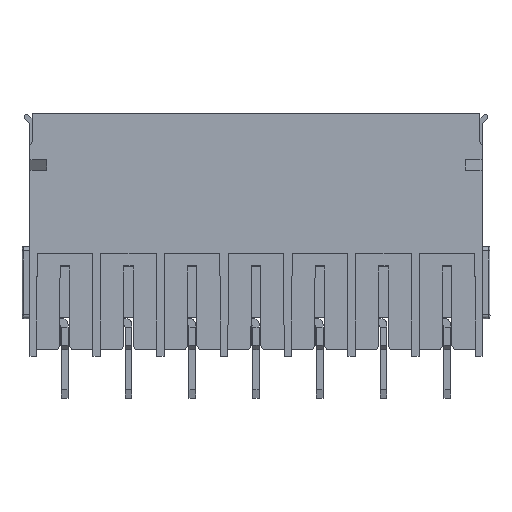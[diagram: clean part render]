
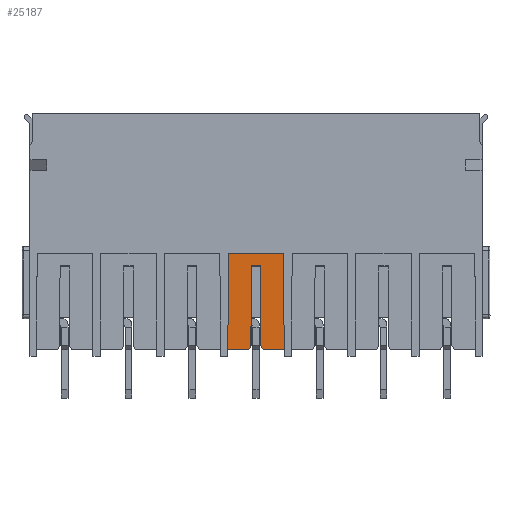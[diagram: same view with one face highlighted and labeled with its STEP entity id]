
A CAD part, top view. The second image highlights one B-rep face of the part: STEP entity #25187.
In plain terms, the highlighted free-form (B-spline) face has degree [1, 1] with [2, 2] control points.
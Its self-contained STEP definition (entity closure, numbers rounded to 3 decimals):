
#19503=CARTESIAN_POINT('',(19.497,0.8,-1.113));
#19504=VERTEX_POINT('',#19503);
#19510=CARTESIAN_POINT('',(19.557,12.3,-1.053));
#19511=VERTEX_POINT('',#19510);
#19512=CARTESIAN_POINT('',(19.497,0.8,-1.113));
#19513=CARTESIAN_POINT('',(19.557,12.3,-1.053));
#19514=B_SPLINE_CURVE_WITH_KNOTS('',1,(#19512,#19513),.POLYLINE_FORM.,.F.,.U.,(2,2),(0.,1.),.UNSPECIFIED.);
#19515=EDGE_CURVE('',#19504,#19511,#19514,.T.);
#19580=CARTESIAN_POINT('',(26.163,12.3,-1.053));
#19581=VERTEX_POINT('',#19580);
#19582=CARTESIAN_POINT('',(19.557,12.3,-1.053));
#19583=CARTESIAN_POINT('',(26.163,12.3,-1.053));
#19584=B_SPLINE_CURVE_WITH_KNOTS('',1,(#19582,#19583),.POLYLINE_FORM.,.F.,.U.,(2,2),(0.,1.),.UNSPECIFIED.);
#19585=EDGE_CURVE('',#19511,#19581,#19584,.T.);
#20493=CARTESIAN_POINT('',(22.01,0.8,-1.113));
#20494=VERTEX_POINT('',#20493);
#20507=CARTESIAN_POINT('',(22.249,1.199,-1.111));
#20508=VERTEX_POINT('',#20507);
#20514=CARTESIAN_POINT('',(22.01,0.8,-1.113));
#20515=CARTESIAN_POINT('',(22.249,1.199,-1.111));
#20516=B_SPLINE_CURVE_WITH_KNOTS('',1,(#20514,#20515),.POLYLINE_FORM.,.F.,.U.,(2,2),(0.,1.),.UNSPECIFIED.);
#20517=EDGE_CURVE('',#20494,#20508,#20516,.T.);
#21452=CARTESIAN_POINT('',(19.497,0.8,-1.113));
#21453=CARTESIAN_POINT('',(22.01,0.8,-1.113));
#21454=B_SPLINE_CURVE_WITH_KNOTS('',1,(#21452,#21453),.POLYLINE_FORM.,.F.,.U.,(2,2),(0.,1.),.UNSPECIFIED.);
#21455=EDGE_CURVE('',#19504,#20494,#21454,.T.);
#23404=CARTESIAN_POINT('',(22.3,10.8,-1.06));
#23405=VERTEX_POINT('',#23404);
#23411=CARTESIAN_POINT('',(22.249,1.199,-1.111));
#23412=CARTESIAN_POINT('',(22.3,10.8,-1.06));
#23413=B_SPLINE_CURVE_WITH_KNOTS('',1,(#23411,#23412),.POLYLINE_FORM.,.F.,.U.,(2,2),(0.,0.865),.UNSPECIFIED.);
#23414=EDGE_CURVE('',#20508,#23405,#23413,.T.);
#24261=CARTESIAN_POINT('',(26.223,0.8,-1.113));
#24262=VERTEX_POINT('',#24261);
#24263=CARTESIAN_POINT('',(26.163,12.3,-1.053));
#24264=CARTESIAN_POINT('',(26.223,0.8,-1.113));
#24265=B_SPLINE_CURVE_WITH_KNOTS('',1,(#24263,#24264),.POLYLINE_FORM.,.F.,.U.,(2,2),(0.,1.),.UNSPECIFIED.);
#24266=EDGE_CURVE('',#19581,#24262,#24265,.T.);
#25148=CARTESIAN_POINT('',(26.223,12.3,-1.053));
#25149=CARTESIAN_POINT('',(26.223,0.8,-1.113));
#25150=CARTESIAN_POINT('',(19.497,12.3,-1.053));
#25151=CARTESIAN_POINT('',(19.497,0.8,-1.113));
#25152=B_SPLINE_SURFACE_WITH_KNOTS('',1,1,((#25148,#25149),(#25150,#25151)),.PLANE_SURF.,.F.,.F.,.U.,(2,2),(2,2),(0.,1.),(0.,1.),.UNSPECIFIED.);
#25153=CARTESIAN_POINT('',(23.41,10.8,-1.06));
#25154=VERTEX_POINT('',#25153);
#25155=CARTESIAN_POINT('',(23.41,1.3,-1.11));
#25156=VERTEX_POINT('',#25155);
#25157=CARTESIAN_POINT('',(23.41,10.8,-1.06));
#25158=CARTESIAN_POINT('',(23.41,1.3,-1.11));
#25159=B_SPLINE_CURVE_WITH_KNOTS('',1,(#25157,#25158),.POLYLINE_FORM.,.F.,.U.,(2,2),(0.,1.),.UNSPECIFIED.);
#25160=EDGE_CURVE('',#25154,#25156,#25159,.T.);
#25161=ORIENTED_EDGE('',*,*,#25160,.T.);
#25162=CARTESIAN_POINT('',(23.71,0.8,-1.113));
#25163=VERTEX_POINT('',#25162);
#25164=CARTESIAN_POINT('',(23.41,1.3,-1.11));
#25165=CARTESIAN_POINT('',(23.71,0.8,-1.113));
#25166=B_SPLINE_CURVE_WITH_KNOTS('',1,(#25164,#25165),.POLYLINE_FORM.,.F.,.U.,(2,2),(0.,1.),.UNSPECIFIED.);
#25167=EDGE_CURVE('',#25156,#25163,#25166,.T.);
#25168=ORIENTED_EDGE('',*,*,#25167,.T.);
#25169=CARTESIAN_POINT('',(23.71,0.8,-1.113));
#25170=CARTESIAN_POINT('',(26.223,0.8,-1.113));
#25171=B_SPLINE_CURVE_WITH_KNOTS('',1,(#25169,#25170),.POLYLINE_FORM.,.F.,.U.,(2,2),(0.,1.),.UNSPECIFIED.);
#25172=EDGE_CURVE('',#25163,#24262,#25171,.T.);
#25173=ORIENTED_EDGE('',*,*,#25172,.T.);
#25174=ORIENTED_EDGE('',*,*,#24266,.F.);
#25175=ORIENTED_EDGE('',*,*,#19585,.F.);
#25176=ORIENTED_EDGE('',*,*,#19515,.F.);
#25177=ORIENTED_EDGE('',*,*,#21455,.T.);
#25178=ORIENTED_EDGE('',*,*,#20517,.T.);
#25179=ORIENTED_EDGE('',*,*,#23414,.T.);
#25180=CARTESIAN_POINT('',(22.3,10.8,-1.06));
#25181=CARTESIAN_POINT('',(23.41,10.8,-1.06));
#25182=B_SPLINE_CURVE_WITH_KNOTS('',1,(#25180,#25181),.POLYLINE_FORM.,.F.,.U.,(2,2),(0.,1.),.UNSPECIFIED.);
#25183=EDGE_CURVE('',#23405,#25154,#25182,.T.);
#25184=ORIENTED_EDGE('',*,*,#25183,.T.);
#25185=EDGE_LOOP('',(#25161,#25168,#25173,#25174,#25175,#25176,#25177,#25178,#25179,#25184));
#25186=FACE_OUTER_BOUND('',#25185,.T.);
#25187=ADVANCED_FACE('',(#25186),#25152,.T.);
